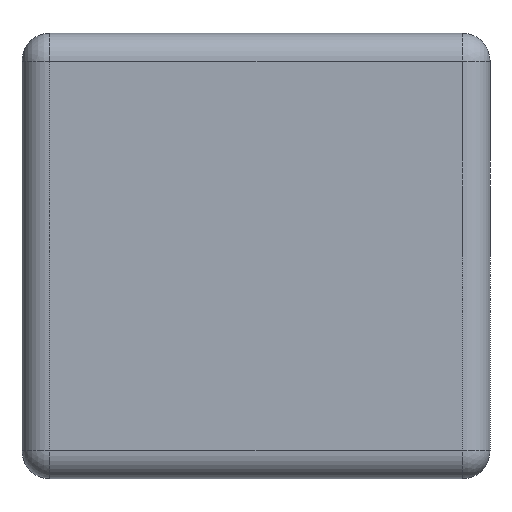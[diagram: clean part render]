
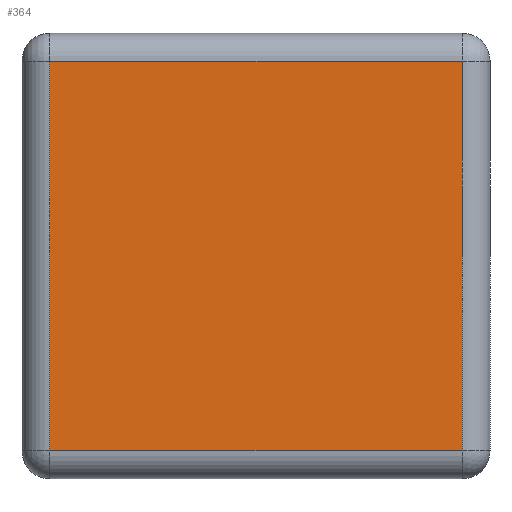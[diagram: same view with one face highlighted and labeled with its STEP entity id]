
A CAD part, left-side view. The second image highlights one B-rep face of the part: STEP entity #364.
In plain terms, the highlighted planar face has unit normal (-1, 0, 0).
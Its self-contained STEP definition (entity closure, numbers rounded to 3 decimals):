
#102 = VERTEX_POINT ( 'NONE', #331 ) ;
#106 = EDGE_CURVE ( 'NONE', #102, #270, #813, .T. ) ;
#142 = VECTOR ( 'NONE', #307, 1000. ) ;
#145 = VECTOR ( 'NONE', #413, 1000. ) ;
#149 = ORIENTED_EDGE ( 'NONE', *, *, #415, .T. ) ;
#150 = VERTEX_POINT ( 'NONE', #221 ) ;
#180 = ORIENTED_EDGE ( 'NONE', *, *, #106, .T. ) ;
#202 = EDGE_CURVE ( 'NONE', #260, #150, #999, .T. ) ;
#221 = CARTESIAN_POINT ( 'NONE',  ( -0.8, 0.05, 0.35 ) ) ;
#222 = LINE ( 'NONE', #1102, #884 ) ;
#254 = LINE ( 'NONE', #905, #142 ) ;
#260 = VERTEX_POINT ( 'NONE', #612 ) ;
#270 = VERTEX_POINT ( 'NONE', #875 ) ;
#307 = DIRECTION ( 'NONE',  ( 0., -1., 0. ) ) ;
#331 = CARTESIAN_POINT ( 'NONE',  ( -0.8, 0.79, 0.35 ) ) ;
#364 = ADVANCED_FACE ( 'NONE', ( #477 ), #1084, .F. ) ;
#413 = DIRECTION ( 'NONE',  ( 0., 0., 1. ) ) ;
#415 = EDGE_CURVE ( 'NONE', #150, #102, #222, .T. ) ;
#423 = EDGE_LOOP ( 'NONE', ( #149, #180, #1066, #803 ) ) ;
#466 = CARTESIAN_POINT ( 'NONE',  ( -0.8, 0.84, 0.4 ) ) ;
#477 = FACE_OUTER_BOUND ( 'NONE', #423, .T. ) ;
#508 = CARTESIAN_POINT ( 'NONE',  ( -0.8, 0.05, 0.4 ) ) ;
#612 = CARTESIAN_POINT ( 'NONE',  ( -0.8, 0.05, -0.35 ) ) ;
#633 = DIRECTION ( 'NONE',  ( 0., 0., -1. ) ) ;
#672 = VECTOR ( 'NONE', #633, 1000. ) ;
#723 = DIRECTION ( 'NONE',  ( 1., 0., 0. ) ) ;
#759 = AXIS2_PLACEMENT_3D ( 'NONE', #466, #723, #826 ) ;
#766 = CARTESIAN_POINT ( 'NONE',  ( -0.8, 0.79, 0.4 ) ) ;
#803 = ORIENTED_EDGE ( 'NONE', *, *, #202, .T. ) ;
#813 = LINE ( 'NONE', #766, #672 ) ;
#826 = DIRECTION ( 'NONE',  ( 0., 0., -1. ) ) ;
#875 = CARTESIAN_POINT ( 'NONE',  ( -0.8, 0.79, -0.35 ) ) ;
#884 = VECTOR ( 'NONE', #1149, 1000. ) ;
#905 = CARTESIAN_POINT ( 'NONE',  ( -0.8, 0.84, -0.35 ) ) ;
#956 = EDGE_CURVE ( 'NONE', #270, #260, #254, .T. ) ;
#999 = LINE ( 'NONE', #508, #145 ) ;
#1066 = ORIENTED_EDGE ( 'NONE', *, *, #956, .T. ) ;
#1084 = PLANE ( 'NONE',  #759 ) ;
#1102 = CARTESIAN_POINT ( 'NONE',  ( -0.8, 0.84, 0.35 ) ) ;
#1149 = DIRECTION ( 'NONE',  ( 0., 1., 0. ) ) ;
